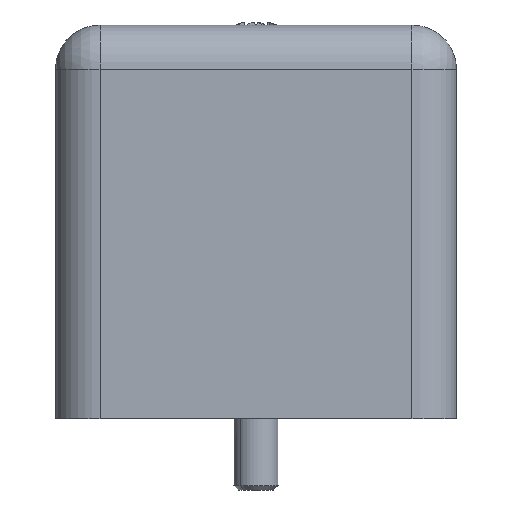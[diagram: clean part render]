
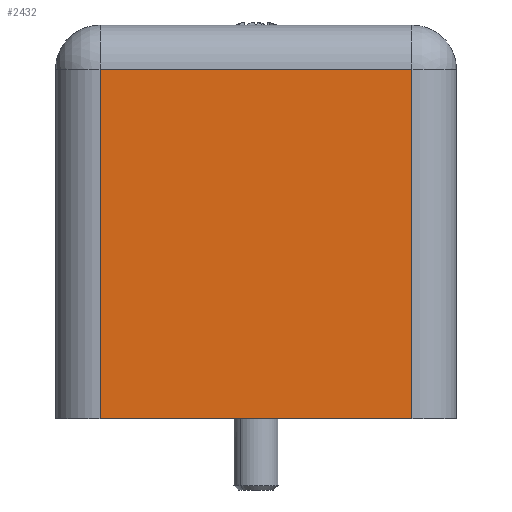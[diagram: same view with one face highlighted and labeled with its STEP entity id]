
A CAD part, front view. The second image highlights one B-rep face of the part: STEP entity #2432.
In plain terms, the highlighted planar face has unit normal (0, -1, 0).
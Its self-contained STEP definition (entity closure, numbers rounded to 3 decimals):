
#2419=AXIS2_PLACEMENT_3D('Plane Axis2P3D',#2416,#2417,#2418) ;
#1846=CARTESIAN_POINT('Vertex',(24.,0.,4.8)) ;
#1849=CARTESIAN_POINT('Line Origine',(13.5,0.,4.8)) ;
#1853=CARTESIAN_POINT('Vertex',(3.,0.,4.8)) ;
#2272=CARTESIAN_POINT('Vertex',(24.,0.,28.3)) ;
#2279=CARTESIAN_POINT('Vertex',(3.,0.,28.3)) ;
#2282=CARTESIAN_POINT('Line Origine',(0.,0.,28.3)) ;
#2404=CARTESIAN_POINT('Line Origine',(24.,0.,18.05)) ;
#2416=CARTESIAN_POINT('Axis2P3D Location',(0.,0.,18.05)) ;
#2421=CARTESIAN_POINT('Line Origine',(3.,0.,16.55)) ;
#1850=DIRECTION('Vector Direction',(1.,0.,0.)) ;
#2283=DIRECTION('Vector Direction',(1.,0.,0.)) ;
#2405=DIRECTION('Vector Direction',(0.,0.,1.)) ;
#2417=DIRECTION('Axis2P3D Direction',(0.,-1.,0.)) ;
#2418=DIRECTION('Axis2P3D XDirection',(1.,0.,0.)) ;
#2422=DIRECTION('Vector Direction',(0.,0.,-1.)) ;
#1851=VECTOR('Line Direction',#1850,1.) ;
#2284=VECTOR('Line Direction',#2283,1.) ;
#2406=VECTOR('Line Direction',#2405,1.) ;
#2423=VECTOR('Line Direction',#2422,1.) ;
#2427=ORIENTED_EDGE('',*,*,#2286,.T.) ;
#2428=ORIENTED_EDGE('',*,*,#2425,.T.) ;
#2429=ORIENTED_EDGE('',*,*,#1855,.T.) ;
#2430=ORIENTED_EDGE('',*,*,#2408,.T.) ;
#2432=ADVANCED_FACE('Hausptkoerper',(#2431),#2420,.T.) ;
#1855=EDGE_CURVE('',#1854,#1847,#1852,.T.) ;
#2286=EDGE_CURVE('',#2273,#2280,#2285,.F.) ;
#2408=EDGE_CURVE('',#1847,#2273,#2407,.T.) ;
#2425=EDGE_CURVE('',#2280,#1854,#2424,.T.) ;
#2426=EDGE_LOOP('',(#2427,#2428,#2429,#2430)) ;
#2431=FACE_OUTER_BOUND('',#2426,.T.) ;
#1852=LINE('Line',#1849,#1851) ;
#2285=LINE('Line',#2282,#2284) ;
#2407=LINE('Line',#2404,#2406) ;
#2424=LINE('Line',#2421,#2423) ;
#2420=PLANE('',#2419) ;
#1847=VERTEX_POINT('',#1846) ;
#1854=VERTEX_POINT('',#1853) ;
#2273=VERTEX_POINT('',#2272) ;
#2280=VERTEX_POINT('',#2279) ;
